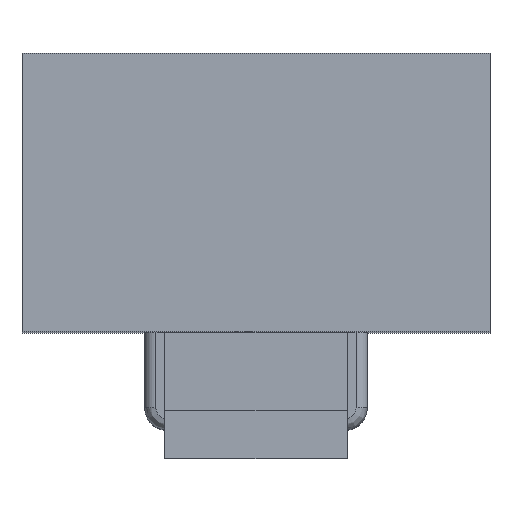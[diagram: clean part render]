
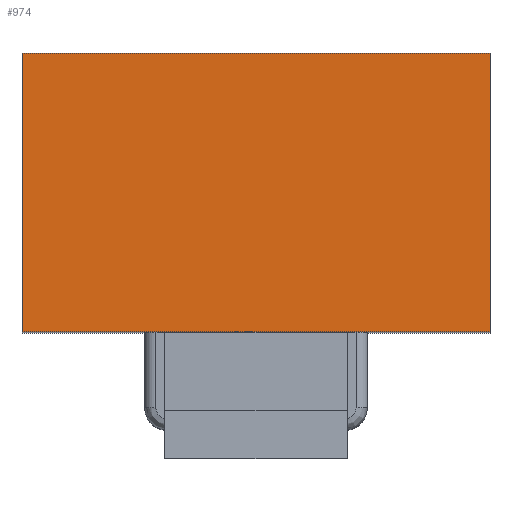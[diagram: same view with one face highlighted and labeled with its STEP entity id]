
A CAD part, top view. The second image highlights one B-rep face of the part: STEP entity #974.
In plain terms, the highlighted planar face has unit normal (0, 0, 1).
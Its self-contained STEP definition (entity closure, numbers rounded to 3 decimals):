
#16 = DIRECTION ( 'NONE',  ( 0., 0., -1. ) ) ;
#72 = DIRECTION ( 'NONE',  ( 1., 0., 0. ) ) ;
#78 = EDGE_LOOP ( 'NONE', ( #1697, #461, #1304, #1794 ) ) ;
#207 = CARTESIAN_POINT ( 'NONE',  ( -1.041, 1.79, 1.31 ) ) ;
#264 = DIRECTION ( 'NONE',  ( 0., 1., 0. ) ) ;
#329 = EDGE_CURVE ( 'NONE', #973, #737, #1415, .T. ) ;
#380 = DIRECTION ( 'NONE',  ( -1., 0., 0. ) ) ;
#423 = EDGE_CURVE ( 'NONE', #973, #954, #1056, .T. ) ;
#461 = ORIENTED_EDGE ( 'NONE', *, *, #1736, .F. ) ;
#464 = DIRECTION ( 'NONE',  ( 0., 1., 0. ) ) ;
#571 = CARTESIAN_POINT ( 'NONE',  ( -1.041, 1.79, 1.31 ) ) ;
#574 = CARTESIAN_POINT ( 'NONE',  ( -1.041, 1.79, 1.31 ) ) ;
#575 = VERTEX_POINT ( 'NONE', #574 ) ;
#667 = VECTOR ( 'NONE', #264, 1000. ) ;
#700 = EDGE_CURVE ( 'NONE', #737, #575, #1481, .T. ) ;
#737 = VERTEX_POINT ( 'NONE', #1404 ) ;
#857 = CARTESIAN_POINT ( 'NONE',  ( 1.041, 1.79, 1.31 ) ) ;
#931 = CARTESIAN_POINT ( 'NONE',  ( -1.041, 1.79, 1.31 ) ) ;
#954 = VERTEX_POINT ( 'NONE', #972 ) ;
#955 = VECTOR ( 'NONE', #72, 1000. ) ;
#972 = CARTESIAN_POINT ( 'NONE',  ( 1.041, 1.79, 1.31 ) ) ;
#973 = VERTEX_POINT ( 'NONE', #1131 ) ;
#974 = ADVANCED_FACE ( 'NONE', ( #1781 ), #1315, .F. ) ;
#1006 = VECTOR ( 'NONE', #380, 1000. ) ;
#1056 = LINE ( 'NONE', #857, #667 ) ;
#1131 = CARTESIAN_POINT ( 'NONE',  ( 1.041, 0.55, 1.31 ) ) ;
#1304 = ORIENTED_EDGE ( 'NONE', *, *, #700, .F. ) ;
#1315 = PLANE ( 'NONE',  #1827 ) ;
#1404 = CARTESIAN_POINT ( 'NONE',  ( -1.041, 0.55, 1.31 ) ) ;
#1415 = LINE ( 'NONE', #1572, #1006 ) ;
#1470 = LINE ( 'NONE', #931, #955 ) ;
#1481 = LINE ( 'NONE', #207, #1742 ) ;
#1572 = CARTESIAN_POINT ( 'NONE',  ( -1.041, 0.55, 1.31 ) ) ;
#1606 = DIRECTION ( 'NONE',  ( -1., 0., 0. ) ) ;
#1697 = ORIENTED_EDGE ( 'NONE', *, *, #423, .T. ) ;
#1736 = EDGE_CURVE ( 'NONE', #575, #954, #1470, .T. ) ;
#1742 = VECTOR ( 'NONE', #464, 1000. ) ;
#1781 = FACE_OUTER_BOUND ( 'NONE', #78, .T. ) ;
#1794 = ORIENTED_EDGE ( 'NONE', *, *, #329, .F. ) ;
#1827 = AXIS2_PLACEMENT_3D ( 'NONE', #571, #16, #1606 ) ;
